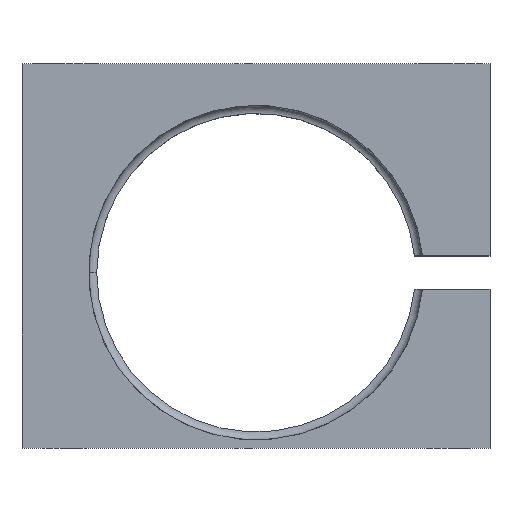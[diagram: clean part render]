
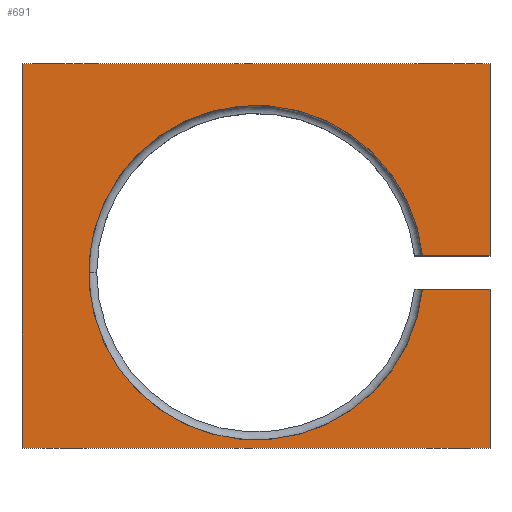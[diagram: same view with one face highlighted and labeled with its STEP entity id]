
A CAD part, top view. The second image highlights one B-rep face of the part: STEP entity #691.
In plain terms, the highlighted planar face has unit normal (0, 0, 1).
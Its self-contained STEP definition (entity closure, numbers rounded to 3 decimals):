
#2 = AXIS2_PLACEMENT_3D ( 'NONE', #757, #313, #279 ) ;
#3 = LINE ( 'NONE', #545, #351 ) ;
#31 = DIRECTION ( 'NONE',  ( 1., 0., 0. ) ) ;
#32 = ORIENTED_EDGE ( 'NONE', *, *, #406, .T. ) ;
#34 = LINE ( 'NONE', #480, #379 ) ;
#43 = DIRECTION ( 'NONE',  ( 0., 0., 1. ) ) ;
#71 = FACE_OUTER_BOUND ( 'NONE', #832, .T. ) ;
#76 = CARTESIAN_POINT ( 'NONE',  ( 49.8, 5., 30. ) ) ;
#103 = DIRECTION ( 'NONE',  ( 1., 0., 0. ) ) ;
#109 = VERTEX_POINT ( 'NONE', #274 ) ;
#120 = LINE ( 'NONE', #491, #141 ) ;
#123 = PLANE ( 'NONE',  #159 ) ;
#125 = VERTEX_POINT ( 'NONE', #842 ) ;
#141 = VECTOR ( 'NONE', #487, 1000. ) ;
#146 = CARTESIAN_POINT ( 'NONE',  ( 70., 5., 30. ) ) ;
#148 = ORIENTED_EDGE ( 'NONE', *, *, #394, .T. ) ;
#159 = AXIS2_PLACEMENT_3D ( 'NONE', #167, #43, #31 ) ;
#167 = CARTESIAN_POINT ( 'NONE',  ( 0., 0., 30. ) ) ;
#175 = ORIENTED_EDGE ( 'NONE', *, *, #364, .F. ) ;
#233 = CARTESIAN_POINT ( 'NONE',  ( -70., 62.5, 30. ) ) ;
#268 = VERTEX_POINT ( 'NONE', #146 ) ;
#274 = CARTESIAN_POINT ( 'NONE',  ( 70., -5., 30. ) ) ;
#279 = DIRECTION ( 'NONE',  ( 1., 0., 0. ) ) ;
#293 = VECTOR ( 'NONE', #103, 1000. ) ;
#297 = VERTEX_POINT ( 'NONE', #386 ) ;
#313 = DIRECTION ( 'NONE',  ( 0., 0., 1. ) ) ;
#318 = DIRECTION ( 'NONE',  ( 0., 1., 0. ) ) ;
#322 = VECTOR ( 'NONE', #848, 1000. ) ;
#327 = ORIENTED_EDGE ( 'NONE', *, *, #749, .T. ) ;
#329 = CARTESIAN_POINT ( 'NONE',  ( -70., -52.5, 30. ) ) ;
#341 = LINE ( 'NONE', #517, #293 ) ;
#350 = EDGE_CURVE ( 'NONE', #435, #109, #457, .T. ) ;
#351 = VECTOR ( 'NONE', #750, 1000. ) ;
#355 = EDGE_CURVE ( 'NONE', #587, #125, #554, .T. ) ;
#364 = EDGE_CURVE ( 'NONE', #878, #297, #443, .T. ) ;
#379 = VECTOR ( 'NONE', #459, 1000. ) ;
#386 = CARTESIAN_POINT ( 'NONE',  ( 49.8, -5., 30. ) ) ;
#392 = LINE ( 'NONE', #850, #322 ) ;
#394 = EDGE_CURVE ( 'NONE', #268, #587, #392, .T. ) ;
#406 = EDGE_CURVE ( 'NONE', #673, #435, #341, .T. ) ;
#435 = VERTEX_POINT ( 'NONE', #828 ) ;
#441 = VECTOR ( 'NONE', #535, 1000. ) ;
#443 = CIRCLE ( 'NONE', #2, 50.05 ) ;
#456 = VECTOR ( 'NONE', #318, 1000. ) ;
#457 = LINE ( 'NONE', #680, #456 ) ;
#459 = DIRECTION ( 'NONE',  ( 1., 0., 0. ) ) ;
#480 = CARTESIAN_POINT ( 'NONE',  ( 47.387, 5., 30. ) ) ;
#487 = DIRECTION ( 'NONE',  ( 0., -1., 0. ) ) ;
#491 = CARTESIAN_POINT ( 'NONE',  ( -70., 62.5, 30. ) ) ;
#517 = CARTESIAN_POINT ( 'NONE',  ( -70., -52.5, 30. ) ) ;
#535 = DIRECTION ( 'NONE',  ( -1., 0., 0. ) ) ;
#545 = CARTESIAN_POINT ( 'NONE',  ( 47.387, -5., 30. ) ) ;
#554 = LINE ( 'NONE', #233, #441 ) ;
#566 = ORIENTED_EDGE ( 'NONE', *, *, #355, .T. ) ;
#587 = VERTEX_POINT ( 'NONE', #758 ) ;
#607 = ORIENTED_EDGE ( 'NONE', *, *, #350, .T. ) ;
#618 = EDGE_CURVE ( 'NONE', #125, #673, #120, .T. ) ;
#673 = VERTEX_POINT ( 'NONE', #329 ) ;
#678 = ORIENTED_EDGE ( 'NONE', *, *, #618, .T. ) ;
#680 = CARTESIAN_POINT ( 'NONE',  ( 70., -5., 30. ) ) ;
#691 = ADVANCED_FACE ( 'NONE', ( #71 ), #123, .T. ) ;
#749 = EDGE_CURVE ( 'NONE', #109, #297, #3, .T. ) ;
#750 = DIRECTION ( 'NONE',  ( -1., 0., 0. ) ) ;
#757 = CARTESIAN_POINT ( 'NONE',  ( 0., 0., 30. ) ) ;
#758 = CARTESIAN_POINT ( 'NONE',  ( 70., 62.5, 30. ) ) ;
#764 = EDGE_CURVE ( 'NONE', #878, #268, #34, .T. ) ;
#828 = CARTESIAN_POINT ( 'NONE',  ( 70., -52.5, 30. ) ) ;
#832 = EDGE_LOOP ( 'NONE', ( #175, #846, #148, #566, #678, #32, #607, #327 ) ) ;
#842 = CARTESIAN_POINT ( 'NONE',  ( -70., 62.5, 30. ) ) ;
#846 = ORIENTED_EDGE ( 'NONE', *, *, #764, .T. ) ;
#848 = DIRECTION ( 'NONE',  ( 0., 1., 0. ) ) ;
#850 = CARTESIAN_POINT ( 'NONE',  ( 70., 62.5, 30. ) ) ;
#878 = VERTEX_POINT ( 'NONE', #76 ) ;
